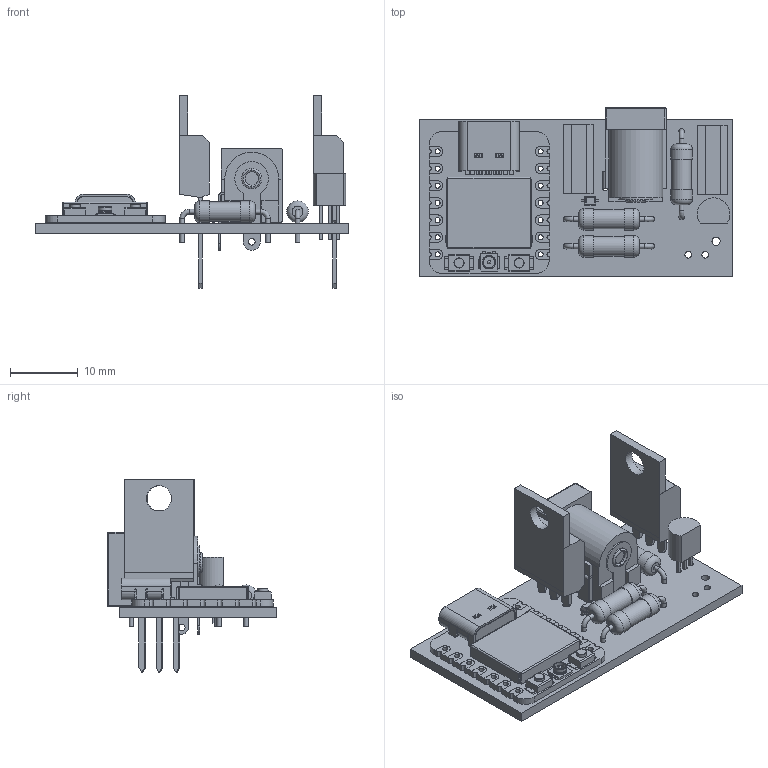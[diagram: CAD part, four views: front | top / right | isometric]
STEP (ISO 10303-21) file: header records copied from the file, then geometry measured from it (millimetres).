
FILE_DESCRIPTION(('KiCad electronic assembly'),'2;1');
FILE_NAME('LightControllerESP32.step','2025-05-11T12:20:42',('Pcbnew'),( 'Kicad'),'Open CASCADE STEP processor 7.9','KiCad to STEP converter' ,'Unknown');
FILE_SCHEMA(('AUTOMOTIVE_DESIGN { 1 0 10303 214 1 1 1 1 }'));
Length unit declared in the file: millimetre
Products named in the file (38): LightControllerESP32 1; Seeed Studio XIAO; USB TYPE C PORT; USB TYPE C PORT (1); BOSS-EXTRUDE14_8_; BOSS-EXTRUDE7_4_; BOSS-EXTRUDE7_3_; BOSS-EXTRUDE14_4_; BOSS-EXTRUDE14_2_; BOSS-EXTRUDE14_11_; BOSS-EXTRUDE7_7_; BOSS-EXTRUDE14_9_; BOSS-EXTRUDE14_3_; BOSS-EXTRUDE14_7_; MIRROR2; BOSS-EXTRUDE14_5_; BOSS-EXTRUDE14_12_; BOSS-EXTRUDE7_8_; BOSS-EXTRUDE7_1_; BOSS-EXTRUDE14_10_; BOSS-EXTRUDE7_9_; BOSS-EXTRUDE14_6_; CHAMFER9; BOSS-EXTRUDE14_1_; BOSS-EXTRUDE7_6_; BOSS-EXTRUDE7_2_; CUT-EXTRUDE5; BOSS-EXTRUDE7_5_; U.FL Connector v1; Button (1); Shield; SOLID; TO-92_Inline; DC-IN-TH_DC-005-A200; R_Axial_DIN0309_L9.0mm_D3.2mm_P12.70mm_Horizontal; SOD-323_L1.7-W1.3-H1.1-LS2.5; TO-220-3_Vertical; LightControllerESP32_PCB
Assembly tree (41 placements, depth 5):
  LightControllerESP32 1
    Seeed Studio XIAO
      USB TYPE C PORT
        USB TYPE C PORT (1)
          BOSS-EXTRUDE14_8_
          BOSS-EXTRUDE7_4_
          BOSS-EXTRUDE7_3_
          BOSS-EXTRUDE14_4_
          BOSS-EXTRUDE14_2_
          BOSS-EXTRUDE14_11_
          BOSS-EXTRUDE7_7_
          BOSS-EXTRUDE14_9_
          BOSS-EXTRUDE14_3_
          BOSS-EXTRUDE14_7_
          MIRROR2
          BOSS-EXTRUDE14_5_
          BOSS-EXTRUDE14_12_
          BOSS-EXTRUDE7_8_
          BOSS-EXTRUDE7_1_
          BOSS-EXTRUDE14_10_
          BOSS-EXTRUDE7_9_
          BOSS-EXTRUDE14_6_
          CHAMFER9
          BOSS-EXTRUDE14_1_
          BOSS-EXTRUDE7_6_
          BOSS-EXTRUDE7_2_
          CUT-EXTRUDE5
          BOSS-EXTRUDE7_5_
      U.FL Connector v1
      Button (1)  x2
      Shield
      SOLID
    TO-92_Inline
    DC-IN-TH_DC-005-A200
    R_Axial_DIN0309_L9.0mm_D3.2mm_P12.70mm_Horizontal  x3
    SOD-323_L1.7-W1.3-H1.1-LS2.5
    TO-220-3_Vertical  x2
    LightControllerESP32_PCB
Bounding box: 46.25 x 25.06 x 28.52 mm (x, y, z)
Volume: 4030.6 mm3; surface area: 7598.9 mm2
Topology: 44 solids, 44 shells, 1805 faces, 4663 edges, 3010 vertices
Faces by surface type: plane 1146, cylinder 375, bspline 198, torus 46, sphere 31, cone 9
Full cylindrical faces by diameter (mm): 0.5 x3, 0.6 x2, 0.7 x14, 0.75 x17, 0.8 x6, 0.889 x14, 1 x2, 1.1 x6, 1.2 x1, 1.5 x2, 1.524 x6, 1.65 x1, 1.9 x1, 2 x2, 2.88 x3, 3.2 x6, 3.735 x2
Entity records: 61601 total; most frequent: CARTESIAN_POINT 11990, ORIENTED_EDGE 8808, DIRECTION 7846, EDGE_CURVE 4404, LINE 3202, VECTOR 3202, VERTEX_POINT 2854, AXIS2_PLACEMENT_3D 2322
